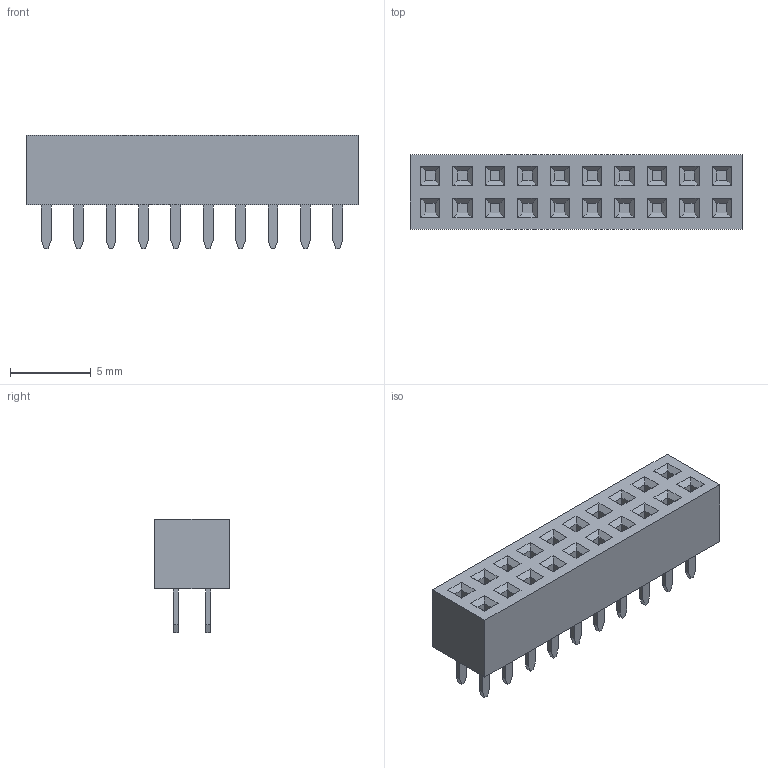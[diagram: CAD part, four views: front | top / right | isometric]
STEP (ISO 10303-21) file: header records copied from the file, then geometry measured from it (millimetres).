
FILE_DESCRIPTION (( 'STEP AP214' ), '1' );
FILE_NAME ('DS1026-05-2_10.STEP', '2022-09-08T03:56:25', ( '' ), ( '' ), 'SwSTEP 2.0', 'SolidWorks 2019', '' );
FILE_SCHEMA (( 'AUTOMOTIVE_DESIGN' ));
Length unit declared in the file: millimetre
Products named in the file (1): DS1026-05-2_10
Bounding box: 20.5 x 4.6 x 7 mm (x, y, z)
Volume: 393.4 mm3; surface area: 613.2 mm2
Topology: 1 solids, 1 shells, 326 faces, 772 edges, 488 vertices
Faces by surface type: plane 326
Entity records: 10650 total; most frequent: CARTESIAN_POINT 1587, ORIENTED_EDGE 1544, DIRECTION 1426, EDGE_CURVE 772, LINE 772, VECTOR 772, VERTEX_POINT 488, EDGE_LOOP 366
